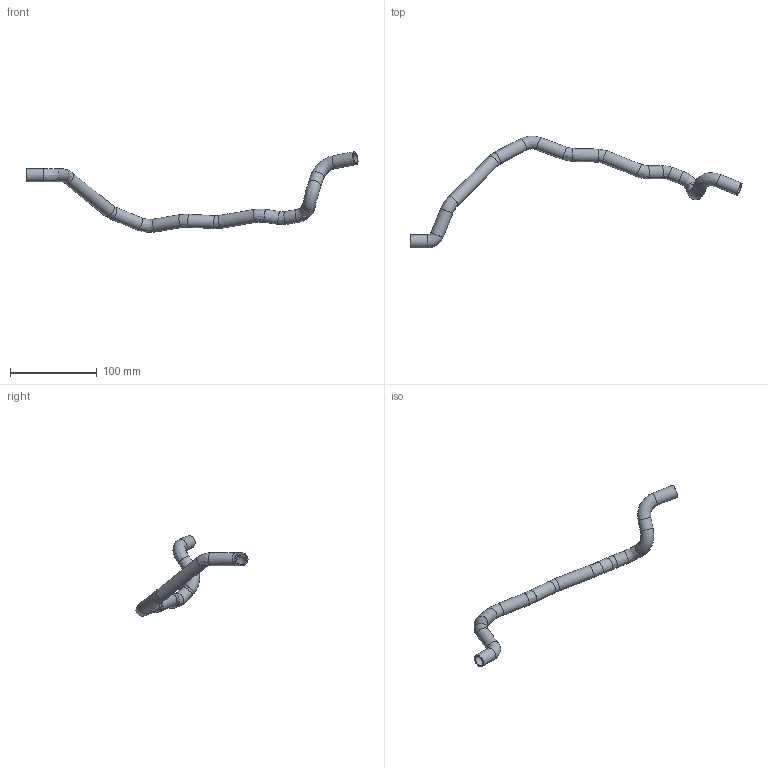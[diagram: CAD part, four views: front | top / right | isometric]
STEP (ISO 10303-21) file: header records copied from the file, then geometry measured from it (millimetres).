
FILE_DESCRIPTION(('STEP AP203'),'2;1');
FILE_NAME('D12_203.stp','2024-11-23T20:11:49',(''),(''),'2018.1.122','THINKDESIGN','');
FILE_SCHEMA(('CONFIG_CONTROL_DESIGN'));
Length unit declared in the file: millimetre
Bounding box: 382.66 x 129.19 x 92.76 mm (x, y, z)
Volume: 32097.7 mm3; surface area: 42943.7 mm2
Topology: 1 solids, 1 shells, 48 faces, 186 edges, 140 vertices
Faces by surface type: cylinder 24, bspline 22, plane 2
Full cylindrical faces by diameter (mm): 12 x12, 15 x12
Entity records: 2897 total; most frequent: CARTESIAN_POINT 1126, DIRECTION 400, ORIENTED_EDGE 372, AXIS2_PLACEMENT_3D 188, EDGE_CURVE 186, CIRCLE 162, VERTEX_POINT 140, EDGE_LOOP 50
